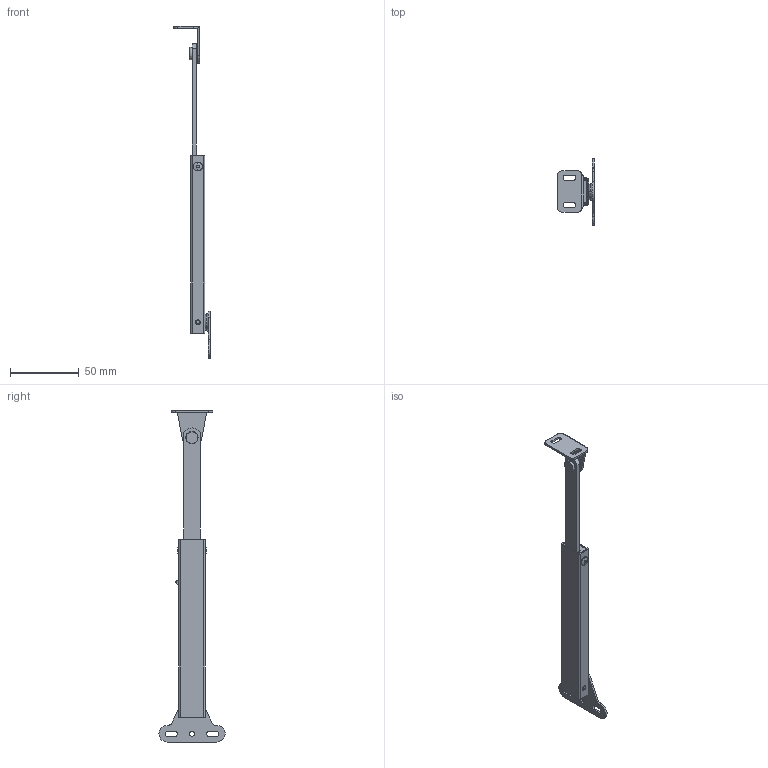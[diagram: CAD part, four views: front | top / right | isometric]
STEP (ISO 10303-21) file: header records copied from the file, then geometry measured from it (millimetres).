
FILE_DESCRIPTION( (''), '2;1');
FILE_NAME ('PC008.8852.TM_209_1_26231.stp','2024-05-20T09:24:35',(''),(''),'spGate 19.8.4 (****-****-****-****)','','');
FILE_SCHEMA (('AUTOMOTIVE_DESIGN'));
Length unit declared in the file: millimetre
Products named in the file (11): Assembly; bracket_B; bracket_A; rivet_3; rotor; rivet_2; rivet_1; cap_2; cap_1; body; arm
Assembly tree (11 placements, depth 2):
  Assembly
    bracket_B
    bracket_A
    rivet_3  x2
    rotor
    rivet_2
    rivet_1
    cap_2
    cap_1
    body
    arm
Bounding box: 26.5 x 47.99 x 241 mm (x, y, z)
Volume: 16566.3 mm3; surface area: 24862.3 mm2
Topology: 11 solids, 11 shells, 214 faces, 528 edges, 346 vertices
Faces by surface type: plane 107, cylinder 85, bspline 18, sphere 4
Entity records: 11003 total; most frequent: CARTESIAN_POINT 1606, DIRECTION 1055, ORIENTED_EDGE 1024, COLOUR_RGB 727, PRESENTATION_STYLE_ASSIGNMENT 727, STYLED_ITEM 727, EDGE_CURVE 512, DRAUGHTING_PRE_DEFINED_CURVE_FONT 512
